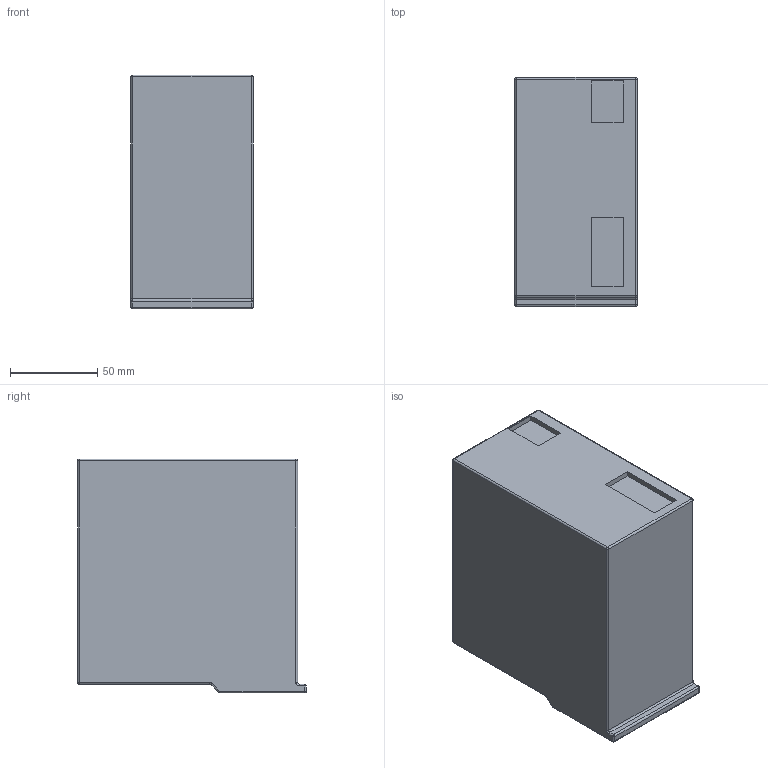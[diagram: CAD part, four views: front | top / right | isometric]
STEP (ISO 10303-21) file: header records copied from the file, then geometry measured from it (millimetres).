
FILE_DESCRIPTION((''),'2;1');
FILE_NAME('K17_D203091A','2005-12-15T',('Pepperl+Fuchs'),('Industriehansa'),'PRO/ENGINEER BY PARAMETRIC TECHNOLOGY CORPORATION, 2005290','PRO/ENGINEER BY PARAMETRIC TECHNOLOGY CORPORATION, 2005290','');
FILE_SCHEMA(('AUTOMOTIVE_DESIGN_CC2 { 1 2 10303 214 -1 1 5 2 }'));
Length unit declared in the file: millimetre
Products named in the file (1): K17_D203091A
Bounding box: 70 x 131 x 134 mm (x, y, z)
Volume: 1152414.4 mm3; surface area: 69888.9 mm2
Topology: 1 solids, 1 shells, 60 faces, 124 edges, 68 vertices
Faces by surface type: cylinder 24, plane 20, sphere 12, torus 4
Entity records: 2111 total; most frequent: DIRECTION 296, CARTESIAN_POINT 252, ORIENTED_EDGE 248, PRESENTATION_STYLE_ASSIGNMENT 135, STYLED_ITEM 125, CURVE_STYLE 124, EDGE_CURVE 124, AXIS2_PLACEMENT_3D 112
